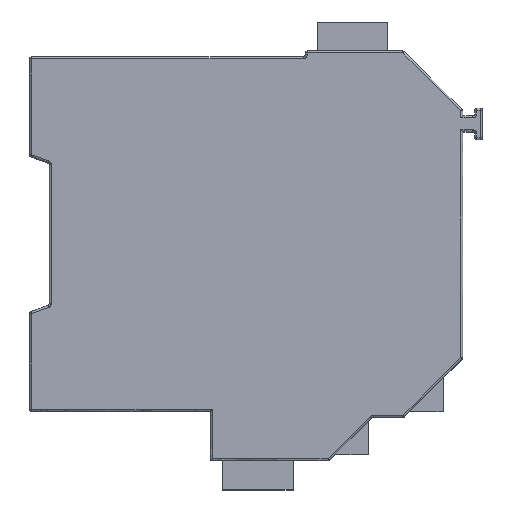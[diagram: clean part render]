
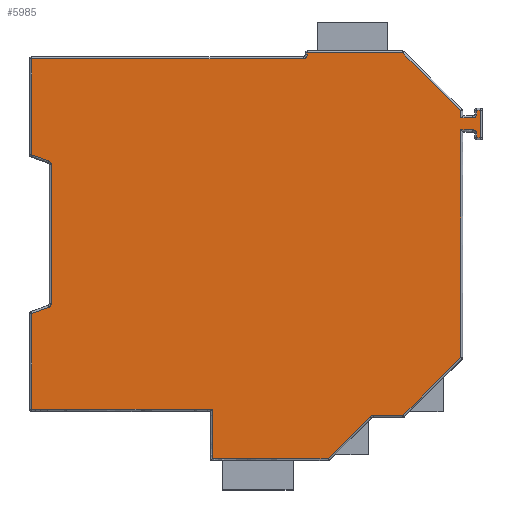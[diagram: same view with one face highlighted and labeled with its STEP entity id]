
A CAD part, top view. The second image highlights one B-rep face of the part: STEP entity #5985.
In plain terms, the highlighted free-form (B-spline) face has degree [1, 1] with [2, 2] control points.
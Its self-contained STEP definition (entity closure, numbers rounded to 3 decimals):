
#17=DIRECTION('',(1.,0.,0.));
#18=VECTOR('',#17,7.586);
#19=CARTESIAN_POINT('',(87.207,-46.,20.));
#20=LINE('',#19,#18);
#25=CARTESIAN_POINT('',(87.207,-47.,20.));
#26=DIRECTION('',(0.,0.,1.));
#27=DIRECTION('',(0.,1.,0.));
#28=AXIS2_PLACEMENT_3D('',#25,#26,#27);
#33=DIRECTION('',(0.707,0.707,0.));
#34=VECTOR('',#33,15.142);
#35=CARTESIAN_POINT('',(75.793,-57.,20.));
#36=LINE('',#35,#34);
#40=DIRECTION('',(1.,0.,0.));
#41=VECTOR('',#40,29.373);
#42=CARTESIAN_POINT('',(46.42,-57.,20.));
#43=LINE('',#42,#41);
#47=DIRECTION('',(0.,-1.,0.));
#48=VECTOR('',#47,12.5);
#49=CARTESIAN_POINT('',(46.42,-44.5,20.));
#50=LINE('',#49,#48);
#54=DIRECTION('',(1.,0.,0.));
#55=VECTOR('',#54,45.92);
#56=CARTESIAN_POINT('',(0.5,-44.5,20.));
#57=LINE('',#56,#55);
#61=DIRECTION('',(0.,-1.,0.));
#62=VECTOR('',#61,24.33);
#63=CARTESIAN_POINT('',(0.5,-20.17,20.));
#64=LINE('',#63,#62);
#68=DIRECTION('',(-0.94,-0.342,0.));
#69=VECTOR('',#68,4.621);
#70=CARTESIAN_POINT('',(4.842,-18.59,20.));
#71=LINE('',#70,#69);
#75=CARTESIAN_POINT('',(4.5,-17.65,20.));
#76=DIRECTION('',(0.,0.,1.));
#77=DIRECTION('',(0.342,-0.94,0.));
#78=AXIS2_PLACEMENT_3D('',#75,#76,#77);
#83=DIRECTION('',(0.,-1.,0.));
#84=VECTOR('',#83,35.3);
#85=CARTESIAN_POINT('',(5.5,17.65,20.));
#86=LINE('',#85,#84);
#90=CARTESIAN_POINT('',(4.5,17.65,20.));
#91=DIRECTION('',(0.,0.,1.));
#92=DIRECTION('',(1.,0.,0.));
#93=AXIS2_PLACEMENT_3D('',#90,#91,#92);
#98=DIRECTION('',(0.94,-0.342,0.));
#99=VECTOR('',#98,4.621);
#100=CARTESIAN_POINT('',(0.5,20.17,20.));
#101=LINE('',#100,#99);
#105=DIRECTION('',(0.,-1.,0.));
#106=VECTOR('',#105,24.33);
#107=CARTESIAN_POINT('',(0.5,44.5,20.));
#108=LINE('',#107,#106);
#112=DIRECTION('',(-1.,0.,0.));
#113=VECTOR('',#112,69.);
#114=CARTESIAN_POINT('',(69.5,44.5,20.));
#115=LINE('',#114,#113);
#119=CARTESIAN_POINT('',(69.5,45.5,20.));
#120=DIRECTION('',(0.,0.,1.));
#121=DIRECTION('',(0.,-1.,0.));
#122=AXIS2_PLACEMENT_3D('',#119,#120,#121);
#127=DIRECTION('',(0.,-1.,0.));
#128=VECTOR('',#127,0.5);
#129=CARTESIAN_POINT('',(70.5,46.,20.));
#130=LINE('',#129,#128);
#134=DIRECTION('',(-1.,0.,0.));
#135=VECTOR('',#134,24.293);
#136=CARTESIAN_POINT('',(94.793,46.,20.));
#137=LINE('',#136,#135);
#141=DIRECTION('',(-0.707,0.707,0.));
#142=VECTOR('',#141,20.799);
#143=CARTESIAN_POINT('',(109.5,31.293,20.));
#144=LINE('',#143,#142);
#148=DIRECTION('',(0.,1.,0.));
#149=VECTOR('',#148,1.793);
#150=CARTESIAN_POINT('',(109.5,29.5,20.));
#151=LINE('',#150,#149);
#155=DIRECTION('',(-1.,0.,0.));
#156=VECTOR('',#155,3.);
#157=CARTESIAN_POINT('',(112.5,29.5,20.));
#158=LINE('',#157,#156);
#162=CARTESIAN_POINT('',(112.5,30.5,20.));
#163=DIRECTION('',(0.,0.,1.));
#164=DIRECTION('',(0.,-1.,0.));
#165=AXIS2_PLACEMENT_3D('',#162,#163,#164);
#170=DIRECTION('',(0.,-1.,0.));
#171=VECTOR('',#170,1.);
#172=CARTESIAN_POINT('',(113.5,31.5,20.));
#173=LINE('',#172,#171);
#177=DIRECTION('',(-1.,0.,0.));
#178=VECTOR('',#177,1.);
#179=CARTESIAN_POINT('',(114.5,31.5,20.));
#180=LINE('',#179,#178);
#184=DIRECTION('',(0.,1.,0.));
#185=VECTOR('',#184,7.);
#186=CARTESIAN_POINT('',(114.5,24.5,20.));
#187=LINE('',#186,#185);
#191=DIRECTION('',(1.,0.,0.));
#192=VECTOR('',#191,1.);
#193=CARTESIAN_POINT('',(113.5,24.5,20.));
#194=LINE('',#193,#192);
#198=DIRECTION('',(0.,-1.,0.));
#199=VECTOR('',#198,1.);
#200=CARTESIAN_POINT('',(113.5,25.5,20.));
#201=LINE('',#200,#199);
#205=CARTESIAN_POINT('',(112.5,25.5,20.));
#206=DIRECTION('',(0.,0.,1.));
#207=DIRECTION('',(1.,0.,0.));
#208=AXIS2_PLACEMENT_3D('',#205,#206,#207);
#213=DIRECTION('',(1.,0.,0.));
#214=VECTOR('',#213,3.);
#215=CARTESIAN_POINT('',(109.5,26.5,20.));
#216=LINE('',#215,#214);
#220=DIRECTION('',(0.,1.,0.));
#221=VECTOR('',#220,57.793);
#222=CARTESIAN_POINT('',(109.5,-31.293,20.));
#223=LINE('',#222,#221);
#227=DIRECTION('',(0.707,0.707,0.));
#228=VECTOR('',#227,20.799);
#229=CARTESIAN_POINT('',(94.793,-46.,20.));
#230=LINE('',#229,#228);
#5274=CARTESIAN_POINT('',(87.207,-46.,20.));
#5275=CARTESIAN_POINT('',(94.793,-46.,20.));
#5276=VERTEX_POINT('',#5274);
#5277=VERTEX_POINT('',#5275);
#5286=CARTESIAN_POINT('',(75.793,-57.,20.));
#5287=CARTESIAN_POINT('',(86.5,-46.293,20.));
#5288=VERTEX_POINT('',#5286);
#5289=VERTEX_POINT('',#5287);
#5298=CARTESIAN_POINT('',(46.42,-57.,20.));
#5299=VERTEX_POINT('',#5298);
#5302=CARTESIAN_POINT('',(46.42,-44.5,20.));
#5303=VERTEX_POINT('',#5302);
#5306=CARTESIAN_POINT('',(0.5,-44.5,20.));
#5307=VERTEX_POINT('',#5306);
#5316=CARTESIAN_POINT('',(0.5,-20.17,20.));
#5317=VERTEX_POINT('',#5316);
#5324=CARTESIAN_POINT('',(4.842,-18.59,20.));
#5325=VERTEX_POINT('',#5324);
#5336=CARTESIAN_POINT('',(5.5,17.65,20.));
#5337=CARTESIAN_POINT('',(5.5,-17.65,20.));
#5338=VERTEX_POINT('',#5336);
#5339=VERTEX_POINT('',#5337);
#5348=CARTESIAN_POINT('',(0.5,20.17,20.));
#5349=CARTESIAN_POINT('',(4.842,18.59,20.));
#5350=VERTEX_POINT('',#5348);
#5351=VERTEX_POINT('',#5349);
#5360=CARTESIAN_POINT('',(0.5,44.5,20.));
#5361=VERTEX_POINT('',#5360);
#5370=CARTESIAN_POINT('',(69.5,44.5,20.));
#5371=VERTEX_POINT('',#5370);
#5378=CARTESIAN_POINT('',(70.5,46.,20.));
#5379=CARTESIAN_POINT('',(70.5,45.5,20.));
#5380=VERTEX_POINT('',#5378);
#5381=VERTEX_POINT('',#5379);
#5392=CARTESIAN_POINT('',(94.793,46.,20.));
#5393=VERTEX_POINT('',#5392);
#5402=CARTESIAN_POINT('',(109.5,31.293,20.));
#5403=VERTEX_POINT('',#5402);
#5520=CARTESIAN_POINT('',(109.5,-31.293,20.));
#5521=VERTEX_POINT('',#5520);
#5528=CARTESIAN_POINT('',(109.5,26.5,20.));
#5529=VERTEX_POINT('',#5528);
#5532=CARTESIAN_POINT('',(112.5,26.5,20.));
#5533=VERTEX_POINT('',#5532);
#5538=CARTESIAN_POINT('',(113.5,25.5,20.));
#5539=CARTESIAN_POINT('',(113.5,24.5,20.));
#5540=VERTEX_POINT('',#5538);
#5541=VERTEX_POINT('',#5539);
#5546=CARTESIAN_POINT('',(114.5,24.5,20.));
#5547=VERTEX_POINT('',#5546);
#5552=CARTESIAN_POINT('',(114.5,31.5,20.));
#5553=VERTEX_POINT('',#5552);
#5558=CARTESIAN_POINT('',(113.5,31.5,20.));
#5559=VERTEX_POINT('',#5558);
#5564=CARTESIAN_POINT('',(113.5,30.5,20.));
#5565=VERTEX_POINT('',#5564);
#5566=CARTESIAN_POINT('',(112.5,29.5,20.));
#5567=CARTESIAN_POINT('',(109.5,29.5,20.));
#5568=VERTEX_POINT('',#5566);
#5569=VERTEX_POINT('',#5567);
#5918=CARTESIAN_POINT('',(0.5,-57.,20.));
#5919=CARTESIAN_POINT('',(0.5,46.,20.));
#5920=CARTESIAN_POINT('',(114.5,-57.,20.));
#5921=CARTESIAN_POINT('',(114.5,46.,20.));
#5922=B_SPLINE_SURFACE_WITH_KNOTS('',1,1,((#5918,#5919),(#5920,#5921)),
.UNSPECIFIED.,.F.,.F.,.F.,(2,2),(2,2),(0.5,114.5),(-57.,46.),
.UNSPECIFIED.);
#5924=ORIENTED_EDGE('',*,*,#5923,.F.);
#5926=ORIENTED_EDGE('',*,*,#5925,.T.);
#5928=ORIENTED_EDGE('',*,*,#5927,.F.);
#5930=ORIENTED_EDGE('',*,*,#5929,.F.);
#5932=ORIENTED_EDGE('',*,*,#5931,.F.);
#5934=ORIENTED_EDGE('',*,*,#5933,.F.);
#5936=ORIENTED_EDGE('',*,*,#5935,.F.);
#5938=ORIENTED_EDGE('',*,*,#5937,.F.);
#5940=ORIENTED_EDGE('',*,*,#5939,.T.);
#5942=ORIENTED_EDGE('',*,*,#5941,.F.);
#5944=ORIENTED_EDGE('',*,*,#5943,.T.);
#5946=ORIENTED_EDGE('',*,*,#5945,.F.);
#5948=ORIENTED_EDGE('',*,*,#5947,.F.);
#5950=ORIENTED_EDGE('',*,*,#5949,.F.);
#5952=ORIENTED_EDGE('',*,*,#5951,.T.);
#5954=ORIENTED_EDGE('',*,*,#5953,.F.);
#5956=ORIENTED_EDGE('',*,*,#5955,.F.);
#5958=ORIENTED_EDGE('',*,*,#5957,.F.);
#5960=ORIENTED_EDGE('',*,*,#5959,.F.);
#5962=ORIENTED_EDGE('',*,*,#5961,.F.);
#5964=ORIENTED_EDGE('',*,*,#5963,.T.);
#5966=ORIENTED_EDGE('',*,*,#5965,.F.);
#5968=ORIENTED_EDGE('',*,*,#5967,.F.);
#5970=ORIENTED_EDGE('',*,*,#5969,.F.);
#5972=ORIENTED_EDGE('',*,*,#5971,.F.);
#5974=ORIENTED_EDGE('',*,*,#5973,.F.);
#5976=ORIENTED_EDGE('',*,*,#5975,.T.);
#5978=ORIENTED_EDGE('',*,*,#5977,.F.);
#5980=ORIENTED_EDGE('',*,*,#5979,.F.);
#5982=ORIENTED_EDGE('',*,*,#5981,.F.);
#5983=EDGE_LOOP('',(#5924,#5926,#5928,#5930,#5932,#5934,#5936,#5938,#5940,#5942,
#5944,#5946,#5948,#5950,#5952,#5954,#5956,#5958,#5960,#5962,#5964,#5966,#5968,
#5970,#5972,#5974,#5976,#5978,#5980,#5982));
#5984=FACE_OUTER_BOUND('',#5983,.F.);
#5985=ADVANCED_FACE('',(#5984),#5922,.T.);
#29=CIRCLE('',#28,1.);
#79=CIRCLE('',#78,1.);
#94=CIRCLE('',#93,1.);
#123=CIRCLE('',#122,1.);
#166=CIRCLE('',#165,1.);
#209=CIRCLE('',#208,1.);
#5923=EDGE_CURVE('',#5276,#5277,#20,.T.);
#5925=EDGE_CURVE('',#5276,#5289,#29,.T.);
#5927=EDGE_CURVE('',#5288,#5289,#36,.T.);
#5929=EDGE_CURVE('',#5299,#5288,#43,.T.);
#5931=EDGE_CURVE('',#5303,#5299,#50,.T.);
#5933=EDGE_CURVE('',#5307,#5303,#57,.T.);
#5935=EDGE_CURVE('',#5317,#5307,#64,.T.);
#5937=EDGE_CURVE('',#5325,#5317,#71,.T.);
#5939=EDGE_CURVE('',#5325,#5339,#79,.T.);
#5941=EDGE_CURVE('',#5338,#5339,#86,.T.);
#5943=EDGE_CURVE('',#5338,#5351,#94,.T.);
#5945=EDGE_CURVE('',#5350,#5351,#101,.T.);
#5947=EDGE_CURVE('',#5361,#5350,#108,.T.);
#5949=EDGE_CURVE('',#5371,#5361,#115,.T.);
#5951=EDGE_CURVE('',#5371,#5381,#123,.T.);
#5953=EDGE_CURVE('',#5380,#5381,#130,.T.);
#5955=EDGE_CURVE('',#5393,#5380,#137,.T.);
#5957=EDGE_CURVE('',#5403,#5393,#144,.T.);
#5959=EDGE_CURVE('',#5569,#5403,#151,.T.);
#5961=EDGE_CURVE('',#5568,#5569,#158,.T.);
#5963=EDGE_CURVE('',#5568,#5565,#166,.T.);
#5965=EDGE_CURVE('',#5559,#5565,#173,.T.);
#5967=EDGE_CURVE('',#5553,#5559,#180,.T.);
#5969=EDGE_CURVE('',#5547,#5553,#187,.T.);
#5971=EDGE_CURVE('',#5541,#5547,#194,.T.);
#5973=EDGE_CURVE('',#5540,#5541,#201,.T.);
#5975=EDGE_CURVE('',#5540,#5533,#209,.T.);
#5977=EDGE_CURVE('',#5529,#5533,#216,.T.);
#5979=EDGE_CURVE('',#5521,#5529,#223,.T.);
#5981=EDGE_CURVE('',#5277,#5521,#230,.T.);
